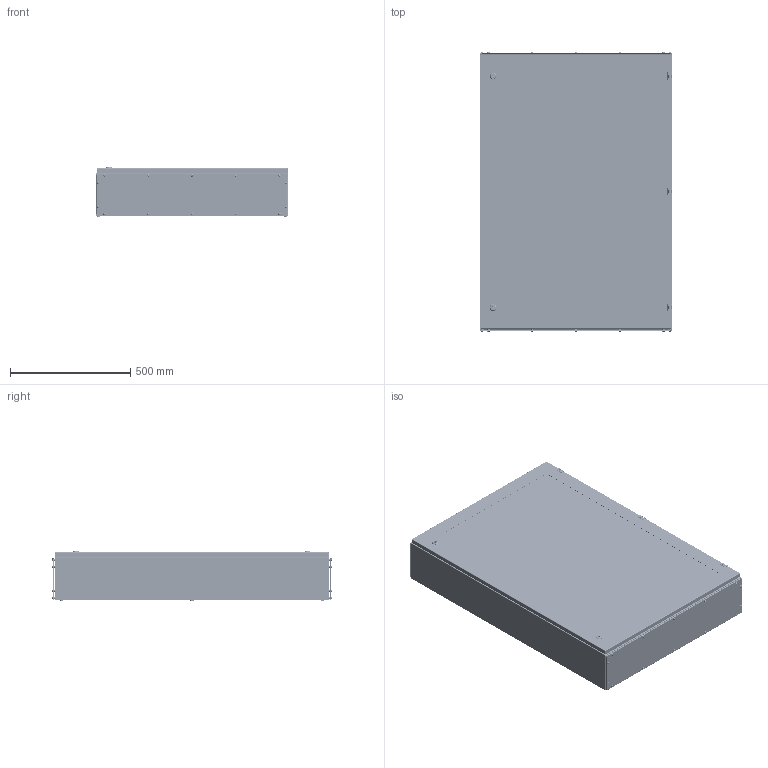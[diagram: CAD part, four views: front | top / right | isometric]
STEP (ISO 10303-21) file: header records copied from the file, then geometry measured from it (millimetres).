
FILE_DESCRIPTION (( 'STEP AP214' ), '1' );
FILE_NAME ('13.080.115.20.STEP', '2024-06-11T09:07:18', ( '' ), ( '' ), 'SwSTEP 2.0', 'SolidWorks 2021', '' );
FILE_SCHEMA (( 'AUTOMOTIVE_DESIGN' ));
Length unit declared in the file: millimetre
Products named in the file (28): Øïèëüêà ïðèâàðíàÿ Ì6õ10; Áîëò Ì6õ10 ñ øåñòèãðàííîé ãîëîâêîé ñ ïðåññøàéáîé; ﾄ粢鮱 W800H1150; 8SJ_MS705_0760.stp; Ãàéêà M6 DIN6923.step; SW6X8.stp; Çàêëåïêà ðåçüáîâàÿ Ì5 øåñòèãðàííàÿ ñ óìåíüøåííûì áîðòîì; 13.080.115.20; Çàêëåïêà ðåçüáîâàÿ Ì8 øåñòèãðàííàÿ ñ óìåíüøåííûì áîðòîì; Øïèëüêà ïðèâàðíàÿ Ì6õ15; 8SJ_MS705-1_0040.stp; 署赅 W800D200; Øïèëüêà ïðèâàðíàÿ Ì8õ25; Êàðêàñ øêàôà W800H1150D200; 8SJ_MS705_0510.stp; 砑鳧罻 H1150; Ïðîêëàäêà êðûøêè W800D200; Ñòåêëÿííàÿ äâåðü ÑÁ W800H1150; 8SJ_S1B_0001.stp; 8SJ_MS705_0010.stp; ﾇ瑟鶴 ﾀﾑ ms1000-3M.stp; 嵑謺麃 檐; Ïåðåìû÷êà êàðêàñà W800; 栺樏鋋 W800H1150; 砑鳧罻 W800; Êîðïóñ øêàôà W800H1150D200; Ãàñêåòèíã W800H1150; Âèíò DIN 967 Ì5õ16 ñ ïîëóêðóãëîé ãîëîâêîé ñ êðåñòîîáðàçíûì øëèöåì
Assembly tree (134 placements, depth 4):
  13.080.115.20
    Êàðêàñ øêàôà W800H1150D200
      Êîðïóñ øêàôà W800H1150D200
      Ïåðåìû÷êà êàðêàñà W800  x2
      Øïèëüêà ïðèâàðíàÿ Ì6õ15  x8
      Øïèëüêà ïðèâàðíàÿ Ì8õ25  x6
    署赅 W800D200  x2
    Ïðîêëàäêà êðûøêè W800D200  x2
    Ñòåêëÿííàÿ äâåðü ÑÁ W800H1150
      ﾄ粢鮱 W800H1150
      Ãàñêåòèíã W800H1150
      ﾇ瑟鶴 ﾀﾑ ms1000-3M.stp  x2
        8SJ_MS705_0010.stp
        8SJ_MS705_0510.stp
        8SJ_MS705_0760.stp
        8SJ_S1B_0001.stp
        8SJ_MS705-1_0040.stp
        SW6X8.stp
      Øïèëüêà ïðèâàðíàÿ Ì6õ10  x14
      栺樏鋋 W800H1150
      Ãàéêà M6 DIN6923.step  x14
      砑鳧罻 H1150  x2
      砑鳧罻 W800  x2
    嵑謺麃 檐  x3
    Áîëò Ì6õ10 ñ øåñòèãðàííîé ãîëîâêîé ñ ïðåññøàéáîé  x3
    Çàêëåïêà ðåçüáîâàÿ Ì5 øåñòèãðàííàÿ ñ óìåíüøåííûì áîðòîì  x28
    Âèíò DIN 967 Ì5õ16 ñ ïîëóêðóãëîé ãîëîâêîé ñ êðåñòîîáðàçíûì øëèöåì  x28
    Çàêëåïêà ðåçüáîâàÿ Ì8 øåñòèãðàííàÿ ñ óìåíüøåííûì áîðòîì  x6
Bounding box: 800 x 1165.11 x 204.65 mm (x, y, z)
Volume: 5661007.7 mm3; surface area: 6433677.7 mm2
Topology: 136 solids, 148 shells, 7022 faces, 17714 edges, 11051 vertices
Faces by surface type: plane 2848, cylinder 2406, bspline 736, cone 494, torus 370, sphere 168
Entity records: 88125 total; most frequent: CARTESIAN_POINT 43475, ORIENTED_EDGE 9524, DIRECTION 7997, EDGE_CURVE 4768, VERTEX_POINT 2951, AXIS2_PLACEMENT_3D 2699, LINE 2599, VECTOR 2599
